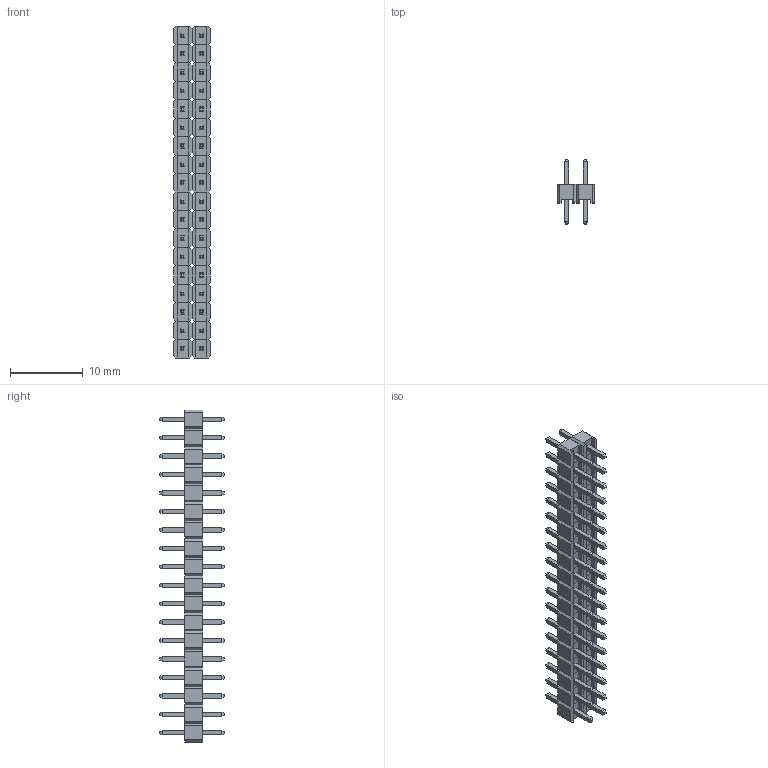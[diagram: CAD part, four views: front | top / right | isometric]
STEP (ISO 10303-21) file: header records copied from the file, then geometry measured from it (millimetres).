
FILE_DESCRIPTION (( 'STEP AP214' ), '1' );
FILE_NAME ('Pin Header 2x18 Way.STEP', '2025-07-01T09:35:17', ( '' ), ( '' ), 'SwSTEP 2.0', 'SolidWorks 2025', '' );
FILE_SCHEMA (( 'AUTOMOTIVE_DESIGN' ));
Length unit declared in the file: millimetre
Products named in the file (1): Pin Header 2x18 Way
Bounding box: 5.08 x 8.88 x 45.72 mm (x, y, z)
Volume: 584.2 mm3; surface area: 1883.9 mm2
Topology: 36 solids, 36 shells, 1152 faces, 2736 edges, 1728 vertices
Faces by surface type: plane 1152
Entity records: 45126 total; most frequent: CARTESIAN_POINT 5617, ORIENTED_EDGE 5472, DIRECTION 5042, VECTOR 2736, EDGE_CURVE 2736, LINE 2736, VERTEX_POINT 1728, EDGE_LOOP 1224
